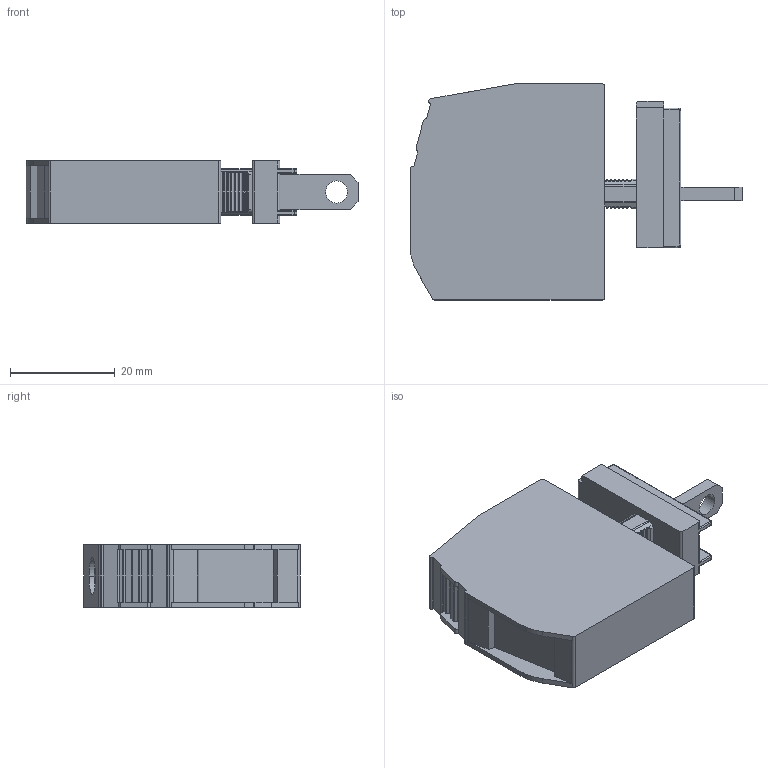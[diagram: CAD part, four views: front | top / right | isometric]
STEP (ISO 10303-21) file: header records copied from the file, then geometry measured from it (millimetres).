
FILE_DESCRIPTION((''),'2;1');
FILE_NAME('SDK16_1A1B_3D_STEP','2016-06-29T',('Frank Ludolph'),(''),'CREO PARAMETRIC BY PTC INC, 2015290','CREO PARAMETRIC BY PTC INC, 2015290','');
FILE_SCHEMA(('CONFIG_CONTROL_DESIGN'));
Length unit declared in the file: millimetre
Products named in the file (1): SDK16_1A1B_3D_STEP
Bounding box: 63.38 x 41.25 x 12 mm (x, y, z)
Volume: 19078.7 mm3; surface area: 6796.1 mm2
Topology: 1 solids, 2 shells, 376 faces, 972 edges, 604 vertices
Faces by surface type: cylinder 172, plane 108, bspline 88, torus 8
Entity records: 15727 total; most frequent: CARTESIAN_POINT 7387, ORIENTED_EDGE 1944, DIRECTION 1424, EDGE_CURVE 972, VERTEX_POINT 604, AXIS2_PLACEMENT_3D 476, VECTOR 472, LINE 472
